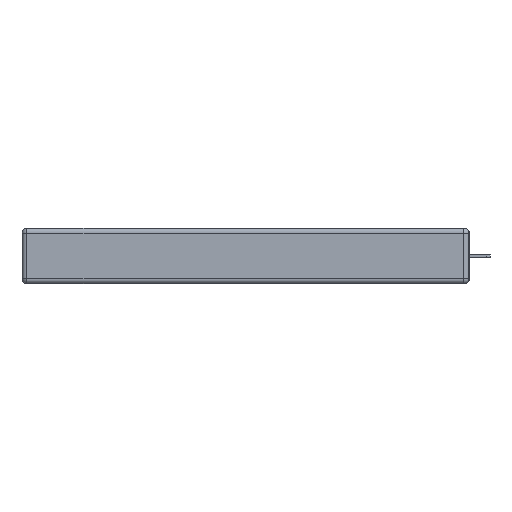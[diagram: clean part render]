
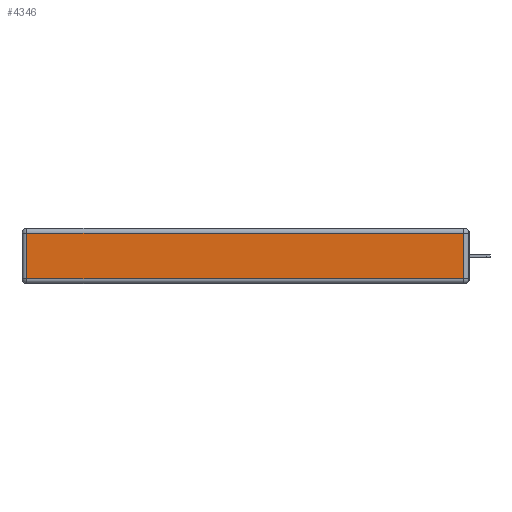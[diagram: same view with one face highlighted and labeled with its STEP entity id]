
A CAD part, left-side view. The second image highlights one B-rep face of the part: STEP entity #4346.
In plain terms, the highlighted planar face has unit normal (-1, 0, 0).
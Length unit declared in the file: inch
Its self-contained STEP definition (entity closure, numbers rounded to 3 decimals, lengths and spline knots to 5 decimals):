
#268 = VERTEX_POINT ( 'NONE', #9579 ) ;
#827 = CARTESIAN_POINT ( 'NONE',  ( 0., 0., -0.313 ) ) ;
#3161 = EDGE_CURVE ( 'NONE', #14224, #4530, #8643, .T. ) ;
#3565 = VERTEX_POINT ( 'NONE', #7399 ) ;
#3754 = DIRECTION ( 'NONE',  ( 0., 0., 1. ) ) ;
#3908 = VECTOR ( 'NONE', #16883, 39.37008 ) ;
#4346 = ADVANCED_FACE ( 'NONE', ( #10675 ), #10313, .T. ) ;
#4530 = VERTEX_POINT ( 'NONE', #7686 ) ;
#4559 = CARTESIAN_POINT ( 'NONE',  ( 0., 0.03, -0.313 ) ) ;
#4728 = ORIENTED_EDGE ( 'NONE', *, *, #11964, .T. ) ;
#5062 = VECTOR ( 'NONE', #15700, 39.37008 ) ;
#5141 = VECTOR ( 'NONE', #15716, 39.37008 ) ;
#5244 = CARTESIAN_POINT ( 'NONE',  ( 0., 0.03, -0.343 ) ) ;
#7399 = CARTESIAN_POINT ( 'NONE',  ( 0., 2.72, -0.03 ) ) ;
#7665 = CARTESIAN_POINT ( 'NONE',  ( 0., 0., -0.343 ) ) ;
#7686 = CARTESIAN_POINT ( 'NONE',  ( 0., 0.03, -0.03 ) ) ;
#8014 = EDGE_CURVE ( 'NONE', #4530, #3565, #15520, .T. ) ;
#8158 = ORIENTED_EDGE ( 'NONE', *, *, #8014, .T. ) ;
#8643 = LINE ( 'NONE', #5244, #5141 ) ;
#9066 = CARTESIAN_POINT ( 'NONE',  ( 0., 2.72, -0.343 ) ) ;
#9579 = CARTESIAN_POINT ( 'NONE',  ( 0., 2.72, -0.313 ) ) ;
#10042 = DIRECTION ( 'NONE',  ( 0., -1., 0. ) ) ;
#10219 = ORIENTED_EDGE ( 'NONE', *, *, #3161, .T. ) ;
#10313 = PLANE ( 'NONE',  #12191 ) ;
#10675 = FACE_OUTER_BOUND ( 'NONE', #15483, .T. ) ;
#10913 = LINE ( 'NONE', #9066, #3908 ) ;
#11404 = ORIENTED_EDGE ( 'NONE', *, *, #15574, .T. ) ;
#11641 = DIRECTION ( 'NONE',  ( -1., 0., 0. ) ) ;
#11964 = EDGE_CURVE ( 'NONE', #3565, #268, #10913, .T. ) ;
#12191 = AXIS2_PLACEMENT_3D ( 'NONE', #7665, #11641, #3754 ) ;
#13524 = VECTOR ( 'NONE', #10042, 39.37008 ) ;
#14224 = VERTEX_POINT ( 'NONE', #4559 ) ;
#14393 = CARTESIAN_POINT ( 'NONE',  ( 0., 2.75, -0.03 ) ) ;
#15483 = EDGE_LOOP ( 'NONE', ( #11404, #10219, #8158, #4728 ) ) ;
#15520 = LINE ( 'NONE', #14393, #5062 ) ;
#15574 = EDGE_CURVE ( 'NONE', #268, #14224, #16568, .T. ) ;
#15700 = DIRECTION ( 'NONE',  ( 0., 1., 0. ) ) ;
#15716 = DIRECTION ( 'NONE',  ( 0., 0., 1. ) ) ;
#16568 = LINE ( 'NONE', #827, #13524 ) ;
#16883 = DIRECTION ( 'NONE',  ( 0., 0., -1. ) ) ;
